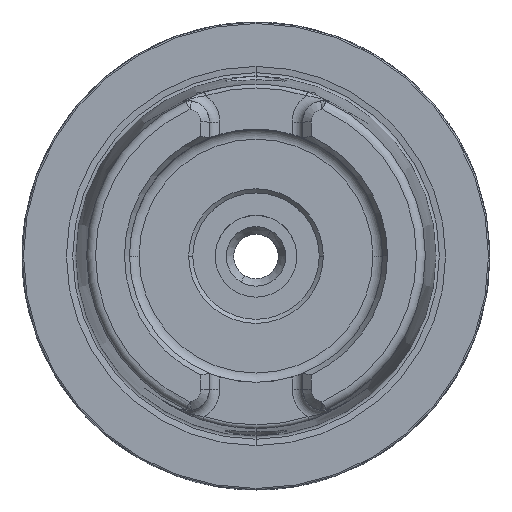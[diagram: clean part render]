
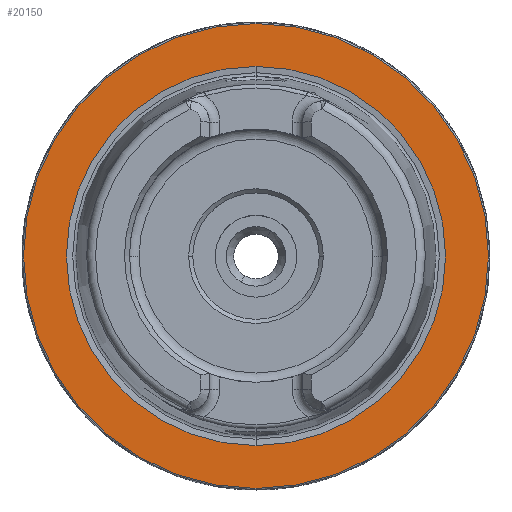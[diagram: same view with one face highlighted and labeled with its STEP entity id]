
A CAD part, top view. The second image highlights one B-rep face of the part: STEP entity #20150.
In plain terms, the highlighted planar face has unit normal (0, 0, 1).
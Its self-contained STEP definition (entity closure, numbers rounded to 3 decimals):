
#1140 = DIRECTION ( 'NONE',  ( 0., 0., -1. ) ) ;
#2103 = CIRCLE ( 'NONE', #18818, 25.5 ) ;
#2181 = ORIENTED_EDGE ( 'NONE', *, *, #27579, .T. ) ;
#2297 = DIRECTION ( 'NONE',  ( 0., 0., 1. ) ) ;
#2315 = DIRECTION ( 'NONE',  ( 0., 0., 1. ) ) ;
#4516 = CARTESIAN_POINT ( 'NONE',  ( 0., -31.27, 0. ) ) ;
#4642 = ORIENTED_EDGE ( 'NONE', *, *, #5869, .T. ) ;
#5540 = CARTESIAN_POINT ( 'NONE',  ( 0., 31.27, 0. ) ) ;
#5869 = EDGE_CURVE ( 'NONE', #26242, #14341, #6590, .T. ) ;
#6590 = CIRCLE ( 'NONE', #21408, 31.27 ) ;
#6732 = PLANE ( 'NONE',  #13669 ) ;
#8765 = CIRCLE ( 'NONE', #10320, 25.5 ) ;
#8915 = CIRCLE ( 'NONE', #10982, 31.27 ) ;
#10320 = AXIS2_PLACEMENT_3D ( 'NONE', #14593, #1140, #16843 ) ;
#10416 = EDGE_CURVE ( 'NONE', #14341, #26242, #8915, .T. ) ;
#10815 = DIRECTION ( 'NONE',  ( 0., 0., -1. ) ) ;
#10982 = AXIS2_PLACEMENT_3D ( 'NONE', #15759, #2297, #18027 ) ;
#11337 = CARTESIAN_POINT ( 'NONE',  ( 0., 0., 0. ) ) ;
#11806 = EDGE_LOOP ( 'NONE', ( #21520, #2181 ) ) ;
#12387 = FACE_BOUND ( 'NONE', #11806, .T. ) ;
#13615 = DIRECTION ( 'NONE',  ( 0., -1., 0. ) ) ;
#13669 = AXIS2_PLACEMENT_3D ( 'NONE', #15782, #2315, #18057 ) ;
#14341 = VERTEX_POINT ( 'NONE', #4516 ) ;
#14593 = CARTESIAN_POINT ( 'NONE',  ( 0., 0., 0. ) ) ;
#15759 = CARTESIAN_POINT ( 'NONE',  ( 0., 0., 0. ) ) ;
#15782 = CARTESIAN_POINT ( 'NONE',  ( 0., 31.47, 0. ) ) ;
#16843 = DIRECTION ( 'NONE',  ( 0., 1., 0. ) ) ;
#17079 = VERTEX_POINT ( 'NONE', #25802 ) ;
#18027 = DIRECTION ( 'NONE',  ( 0., -1., 0. ) ) ;
#18057 = DIRECTION ( 'NONE',  ( 0., -1., 0. ) ) ;
#18353 = FACE_OUTER_BOUND ( 'NONE', #28997, .T. ) ;
#18818 = AXIS2_PLACEMENT_3D ( 'NONE', #24243, #10815, #26518 ) ;
#20150 = ADVANCED_FACE ( 'NONE', ( #18353, #12387 ), #6732, .T. ) ;
#20362 = ORIENTED_EDGE ( 'NONE', *, *, #10416, .T. ) ;
#21408 = AXIS2_PLACEMENT_3D ( 'NONE', #11337, #27028, #13615 ) ;
#21520 = ORIENTED_EDGE ( 'NONE', *, *, #27355, .T. ) ;
#24140 = CARTESIAN_POINT ( 'NONE',  ( 0., 25.5, 0. ) ) ;
#24243 = CARTESIAN_POINT ( 'NONE',  ( 0., 0., 0. ) ) ;
#25802 = CARTESIAN_POINT ( 'NONE',  ( 0., -25.5, 0. ) ) ;
#26242 = VERTEX_POINT ( 'NONE', #5540 ) ;
#26518 = DIRECTION ( 'NONE',  ( 0., 1., 0. ) ) ;
#27028 = DIRECTION ( 'NONE',  ( 0., 0., 1. ) ) ;
#27355 = EDGE_CURVE ( 'NONE', #17079, #27554, #8765, .T. ) ;
#27554 = VERTEX_POINT ( 'NONE', #24140 ) ;
#27579 = EDGE_CURVE ( 'NONE', #27554, #17079, #2103, .T. ) ;
#28997 = EDGE_LOOP ( 'NONE', ( #20362, #4642 ) ) ;
